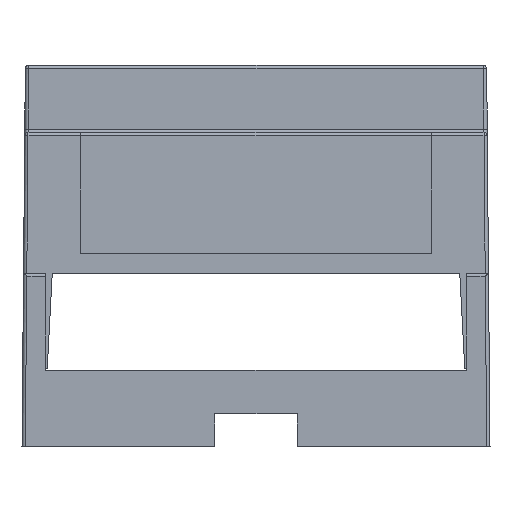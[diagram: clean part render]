
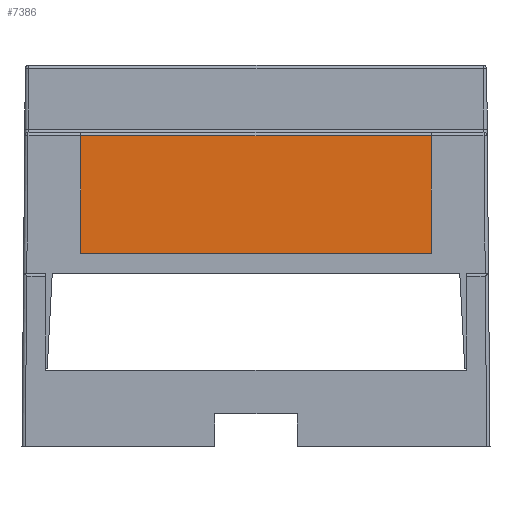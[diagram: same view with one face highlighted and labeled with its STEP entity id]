
A CAD part, left-side view. The second image highlights one B-rep face of the part: STEP entity #7386.
In plain terms, the highlighted planar face has unit normal (-1, 0, 0.009).
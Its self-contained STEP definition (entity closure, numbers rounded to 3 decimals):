
#672=FACE_OUTER_BOUND('',#1080,.T.);
#1080=EDGE_LOOP('',(#6385,#6386,#6387,#6388));
#1774=LINE('',#12328,#2664);
#1797=LINE('',#12392,#2687);
#1800=LINE('',#12397,#2690);
#1801=LINE('',#12399,#2691);
#2664=VECTOR('',#9447,1000.);
#2687=VECTOR('',#9498,1000.);
#2690=VECTOR('',#9503,1000.);
#2691=VECTOR('',#9506,1000.);
#3476=VERTEX_POINT('',#12326);
#3477=VERTEX_POINT('',#12327);
#3498=VERTEX_POINT('',#12391);
#3499=VERTEX_POINT('',#12395);
#4351=EDGE_CURVE('',#3476,#3477,#1774,.T.);
#4381=EDGE_CURVE('',#3476,#3498,#1797,.T.);
#4384=EDGE_CURVE('',#3498,#3499,#1800,.T.);
#4385=EDGE_CURVE('',#3499,#3477,#1801,.T.);
#6385=ORIENTED_EDGE('',*,*,#4384,.T.);
#6386=ORIENTED_EDGE('',*,*,#4385,.T.);
#6387=ORIENTED_EDGE('',*,*,#4351,.F.);
#6388=ORIENTED_EDGE('',*,*,#4381,.T.);
#7004=PLANE('',#8122);
#7386=ADVANCED_FACE('',(#672),#7004,.T.);
#8122=AXIS2_PLACEMENT_3D('',#13003,#9896,#9897);
#9447=DIRECTION('',(0.,-1.,0.));
#9498=DIRECTION('',(-0.009,0.,-1.));
#9503=DIRECTION('',(0.,-1.,0.));
#9506=DIRECTION('',(0.009,0.,1.));
#9896=DIRECTION('center_axis',(-1.,0.,0.009));
#9897=DIRECTION('ref_axis',(0.,1.,0.));
#12326=CARTESIAN_POINT('',(-10.455,36.706,41.754));
#12327=CARTESIAN_POINT('',(-10.455,-16.694,41.754));
#12328=CARTESIAN_POINT('',(-10.455,36.706,41.754));
#12391=CARTESIAN_POINT('',(-10.611,36.706,23.848));
#12392=CARTESIAN_POINT('',(-10.455,36.706,41.754));
#12395=CARTESIAN_POINT('',(-10.611,-16.694,23.848));
#12397=CARTESIAN_POINT('',(-10.611,-16.694,23.848));
#12399=CARTESIAN_POINT('',(-10.611,-16.694,23.848));
#13003=CARTESIAN_POINT('Origin',(-10.611,-16.694,23.848));
